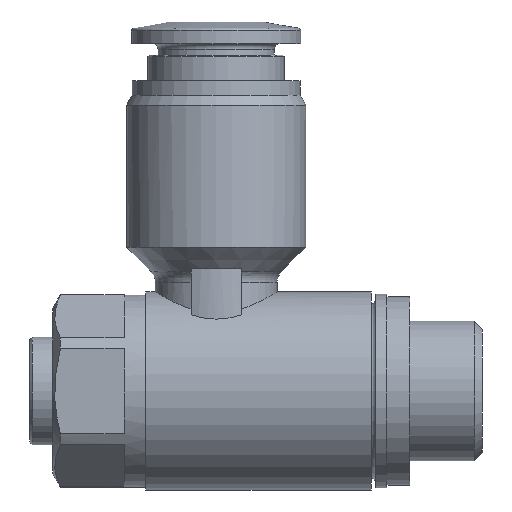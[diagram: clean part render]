
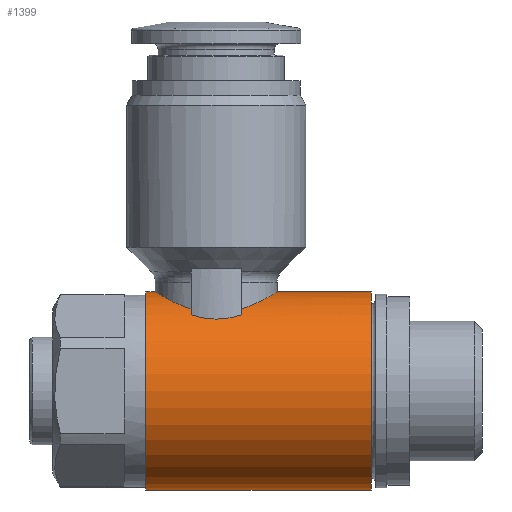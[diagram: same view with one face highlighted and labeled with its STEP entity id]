
A CAD part, left-side view. The second image highlights one B-rep face of the part: STEP entity #1399.
In plain terms, the highlighted cylindrical face has radius 6.9 mm (diameter 13.8 mm), a full revolution.
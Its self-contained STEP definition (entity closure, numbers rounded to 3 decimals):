
#130=B_SPLINE_CURVE_WITH_KNOTS('',3,(#1928,#1929,#1930,#1931,#1932,#1933,
#1934),.UNSPECIFIED.,.F.,.F.,(4,1,1,1,4),(0.015,0.018,
0.02,0.023,0.025),.UNSPECIFIED.);
#131=B_SPLINE_CURVE_WITH_KNOTS('',3,(#1938,#1939,#1940,#1941,#1942),
 .UNSPECIFIED.,.F.,.F.,(4,1,4),(0.,0.002,0.004),
 .UNSPECIFIED.);
#132=B_SPLINE_CURVE_WITH_KNOTS('',3,(#1946,#1947,#1948,#1949,#1950,#1951,
#1952),.UNSPECIFIED.,.F.,.F.,(4,1,1,1,4),(0.002,0.004,
0.007,0.009,0.012),
 .UNSPECIFIED.);
#133=B_SPLINE_CURVE_WITH_KNOTS('',3,(#1956,#1957,#1958,#1959,#1960),
 .UNSPECIFIED.,.F.,.F.,(4,1,4),(0.,0.002,0.004),
 .UNSPECIFIED.);
#153=CIRCLE('',#1477,6.9);
#154=CIRCLE('',#1478,6.9);
#155=CIRCLE('',#1479,6.9);
#156=CIRCLE('',#1480,6.9);
#157=CIRCLE('',#1481,6.9);
#158=CIRCLE('',#1482,6.9);
#220=ORIENTED_EDGE('',*,*,#458,.F.);
#221=ORIENTED_EDGE('',*,*,#459,.T.);
#222=ORIENTED_EDGE('',*,*,#460,.F.);
#223=ORIENTED_EDGE('',*,*,#461,.F.);
#224=ORIENTED_EDGE('',*,*,#462,.F.);
#225=ORIENTED_EDGE('',*,*,#463,.F.);
#226=ORIENTED_EDGE('',*,*,#464,.F.);
#227=ORIENTED_EDGE('',*,*,#465,.F.);
#228=ORIENTED_EDGE('',*,*,#466,.F.);
#229=ORIENTED_EDGE('',*,*,#467,.F.);
#458=EDGE_CURVE('',#577,#577,#153,.T.);
#459=EDGE_CURVE('',#578,#578,#154,.T.);
#460=EDGE_CURVE('',#579,#580,#155,.T.);
#461=EDGE_CURVE('',#581,#579,#130,.T.);
#462=EDGE_CURVE('',#582,#581,#156,.T.);
#463=EDGE_CURVE('',#583,#582,#131,.T.);
#464=EDGE_CURVE('',#584,#583,#157,.T.);
#465=EDGE_CURVE('',#585,#584,#132,.T.);
#466=EDGE_CURVE('',#586,#585,#158,.T.);
#467=EDGE_CURVE('',#580,#586,#133,.T.);
#577=VERTEX_POINT('',#1922);
#578=VERTEX_POINT('',#1924);
#579=VERTEX_POINT('',#1926);
#580=VERTEX_POINT('',#1927);
#581=VERTEX_POINT('',#1935);
#582=VERTEX_POINT('',#1937);
#583=VERTEX_POINT('',#1943);
#584=VERTEX_POINT('',#1945);
#585=VERTEX_POINT('',#1953);
#586=VERTEX_POINT('',#1955);
#671=EDGE_LOOP('',(#220));
#672=EDGE_LOOP('',(#221));
#673=EDGE_LOOP('',(#222,#223,#224,#225,#226,#227,#228,#229));
#783=FACE_BOUND('',#671,.T.);
#784=FACE_BOUND('',#672,.T.);
#785=FACE_BOUND('',#673,.T.);
#894=CYLINDRICAL_SURFACE('',#1476,6.9);
#1399=ADVANCED_FACE('',(#783,#784,#785),#894,.T.);
#1476=AXIS2_PLACEMENT_3D('',#1920,#1618,#1619);
#1477=AXIS2_PLACEMENT_3D('',#1921,#1620,#1621);
#1478=AXIS2_PLACEMENT_3D('',#1923,#1622,#1623);
#1479=AXIS2_PLACEMENT_3D('',#1925,#1624,#1625);
#1480=AXIS2_PLACEMENT_3D('',#1936,#1626,#1627);
#1481=AXIS2_PLACEMENT_3D('',#1944,#1628,#1629);
#1482=AXIS2_PLACEMENT_3D('',#1954,#1630,#1631);
#1618=DIRECTION('',(0.,-1.,0.));
#1619=DIRECTION('',(0.,0.,-1.));
#1620=DIRECTION('',(0.,-1.,0.));
#1621=DIRECTION('',(0.,0.,-1.));
#1622=DIRECTION('',(0.,-1.,0.));
#1623=DIRECTION('',(0.,0.,-1.));
#1624=DIRECTION('',(0.,-1.,0.));
#1625=DIRECTION('',(0.,0.,-1.));
#1626=DIRECTION('',(0.,-1.,0.));
#1627=DIRECTION('',(0.,0.,-1.));
#1628=DIRECTION('',(0.,1.,0.));
#1629=DIRECTION('',(0.,0.,1.));
#1630=DIRECTION('',(0.,1.,0.));
#1631=DIRECTION('',(0.,0.,1.));
#1920=CARTESIAN_POINT('',(0.,-18.55,0.));
#1921=CARTESIAN_POINT('',(0.,-10.8,0.));
#1922=CARTESIAN_POINT('',(0.,-10.8,-6.9));
#1923=CARTESIAN_POINT('',(0.,4.9,0.));
#1924=CARTESIAN_POINT('',(0.,4.9,-6.9));
#1925=CARTESIAN_POINT('',(0.,1.75,0.));
#1926=CARTESIAN_POINT('',(-3.873,1.75,5.711));
#1927=CARTESIAN_POINT('',(-4.416,1.75,5.302));
#1928=CARTESIAN_POINT('',(3.873,1.75,5.711));
#1929=CARTESIAN_POINT('',(3.54,2.487,5.936));
#1930=CARTESIAN_POINT('',(2.488,3.73,6.566));
#1931=CARTESIAN_POINT('',(0.007,4.511,7.068));
#1932=CARTESIAN_POINT('',(-2.496,3.728,6.564));
#1933=CARTESIAN_POINT('',(-3.539,2.488,5.937));
#1934=CARTESIAN_POINT('',(-3.873,1.75,5.711));
#1935=CARTESIAN_POINT('',(3.873,1.75,5.711));
#1936=CARTESIAN_POINT('',(0.,1.75,0.));
#1937=CARTESIAN_POINT('',(4.416,1.75,5.302));
#1938=CARTESIAN_POINT('',(4.416,-1.75,5.302));
#1939=CARTESIAN_POINT('',(4.632,-1.206,5.122));
#1940=CARTESIAN_POINT('',(4.868,-0.001,4.887));
#1941=CARTESIAN_POINT('',(4.632,1.206,5.122));
#1942=CARTESIAN_POINT('',(4.416,1.75,5.302));
#1943=CARTESIAN_POINT('',(4.416,-1.75,5.302));
#1944=CARTESIAN_POINT('',(0.,-1.75,0.));
#1945=CARTESIAN_POINT('',(3.873,-1.75,5.711));
#1946=CARTESIAN_POINT('',(-3.873,-1.75,5.711));
#1947=CARTESIAN_POINT('',(-3.541,-2.486,5.936));
#1948=CARTESIAN_POINT('',(-2.486,-3.731,6.566));
#1949=CARTESIAN_POINT('',(-0.012,-4.509,7.067));
#1950=CARTESIAN_POINT('',(2.494,-3.732,6.566));
#1951=CARTESIAN_POINT('',(3.542,-2.483,5.935));
#1952=CARTESIAN_POINT('',(3.873,-1.75,5.711));
#1953=CARTESIAN_POINT('',(-3.873,-1.75,5.711));
#1954=CARTESIAN_POINT('',(0.,-1.75,0.));
#1955=CARTESIAN_POINT('',(-4.416,-1.75,5.302));
#1956=CARTESIAN_POINT('',(-4.416,1.75,5.302));
#1957=CARTESIAN_POINT('',(-4.632,1.206,5.122));
#1958=CARTESIAN_POINT('',(-4.868,0.001,4.887));
#1959=CARTESIAN_POINT('',(-4.632,-1.206,5.122));
#1960=CARTESIAN_POINT('',(-4.416,-1.75,5.302));
